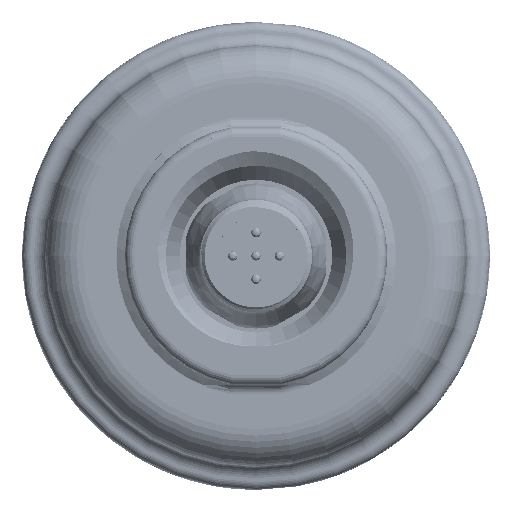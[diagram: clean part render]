
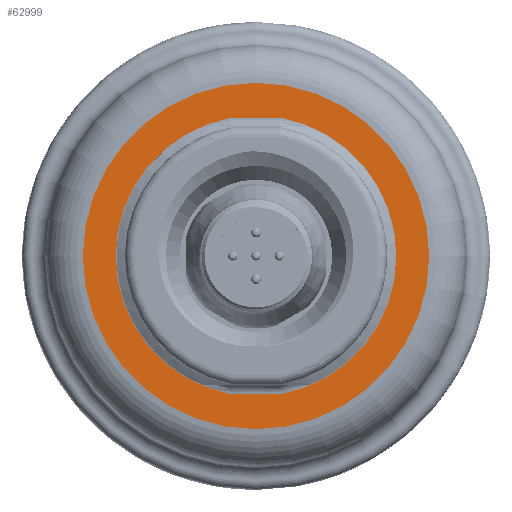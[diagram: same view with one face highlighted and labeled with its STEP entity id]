
A CAD part, front view. The second image highlights one B-rep face of the part: STEP entity #62999.
In plain terms, the highlighted planar face has unit normal (0, -1, 0).
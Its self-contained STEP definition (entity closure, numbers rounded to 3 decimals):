
#38772=CARTESIAN_POINT('',(0.,-3.,0.));
#38773=DIRECTION('',(0.,-1.,0.));
#38774=DIRECTION('',(-0.182,0.,0.983));
#38775=AXIS2_PLACEMENT_3D('',#38772,#38773,#38774);
#38777=DIRECTION('',(1.,0.,0.));
#38778=VECTOR('',#38777,5.454);
#38779=CARTESIAN_POINT('',(-2.727,-3.,-14.75));
#38780=LINE('',#38779,#38778);
#38781=CARTESIAN_POINT('',(0.,-3.,0.));
#38782=DIRECTION('',(0.,-1.,0.));
#38783=DIRECTION('',(0.182,0.,-0.983));
#38784=AXIS2_PLACEMENT_3D('',#38781,#38782,#38783);
#38786=DIRECTION('',(-1.,0.,0.));
#38787=VECTOR('',#38786,5.454);
#38788=CARTESIAN_POINT('',(2.727,-3.,14.75));
#38789=LINE('',#38788,#38787);
#38790=CARTESIAN_POINT('',(0.,-3.,0.));
#38791=DIRECTION('',(0.,-1.,0.));
#38792=DIRECTION('',(0.,0.,-1.));
#38793=AXIS2_PLACEMENT_3D('',#38790,#38791,#38792);
#38795=CARTESIAN_POINT('',(0.,-3.,0.));
#38796=DIRECTION('',(0.,-1.,0.));
#38797=DIRECTION('',(0.,0.,1.));
#38798=AXIS2_PLACEMENT_3D('',#38795,#38796,#38797);
#41972=CARTESIAN_POINT('',(-2.727,-3.,14.75));
#41973=CARTESIAN_POINT('',(-2.727,-3.,-14.75));
#41974=VERTEX_POINT('',#41972);
#41975=VERTEX_POINT('',#41973);
#41980=CARTESIAN_POINT('',(2.727,-3.,-14.75));
#41981=CARTESIAN_POINT('',(2.727,-3.,14.75));
#41982=VERTEX_POINT('',#41980);
#41983=VERTEX_POINT('',#41981);
#42340=CARTESIAN_POINT('',(0.,-3.,-18.5));
#42341=CARTESIAN_POINT('',(0.,-3.,18.5));
#42342=VERTEX_POINT('',#42340);
#42343=VERTEX_POINT('',#42341);
#62980=CARTESIAN_POINT('',(0.,-3.,0.));
#62981=DIRECTION('',(0.,-1.,0.));
#62982=DIRECTION('',(0.,0.,1.));
#62983=AXIS2_PLACEMENT_3D('',#62980,#62981,#62982);
#62984=PLANE('',#62983);
#62986=ORIENTED_EDGE('',*,*,#62985,.F.);
#62988=ORIENTED_EDGE('',*,*,#62987,.F.);
#62989=EDGE_LOOP('',(#62986,#62988));
#62990=FACE_OUTER_BOUND('',#62989,.F.);
#62992=ORIENTED_EDGE('',*,*,#62991,.T.);
#62993=ORIENTED_EDGE('',*,*,#62958,.T.);
#62994=ORIENTED_EDGE('',*,*,#62971,.T.);
#62996=ORIENTED_EDGE('',*,*,#62995,.T.);
#62997=EDGE_LOOP('',(#62992,#62993,#62994,#62996));
#62998=FACE_BOUND('',#62997,.F.);
#62999=ADVANCED_FACE('',(#62990,#62998),#62984,.T.);
#38776=CIRCLE('',#38775,15.);
#38785=CIRCLE('',#38784,15.);
#38794=CIRCLE('',#38793,18.5);
#38799=CIRCLE('',#38798,18.5);
#62958=EDGE_CURVE('',#41975,#41982,#38780,.T.);
#62971=EDGE_CURVE('',#41982,#41983,#38785,.T.);
#62985=EDGE_CURVE('',#42342,#42343,#38794,.T.);
#62987=EDGE_CURVE('',#42343,#42342,#38799,.T.);
#62991=EDGE_CURVE('',#41974,#41975,#38776,.T.);
#62995=EDGE_CURVE('',#41983,#41974,#38789,.T.);
